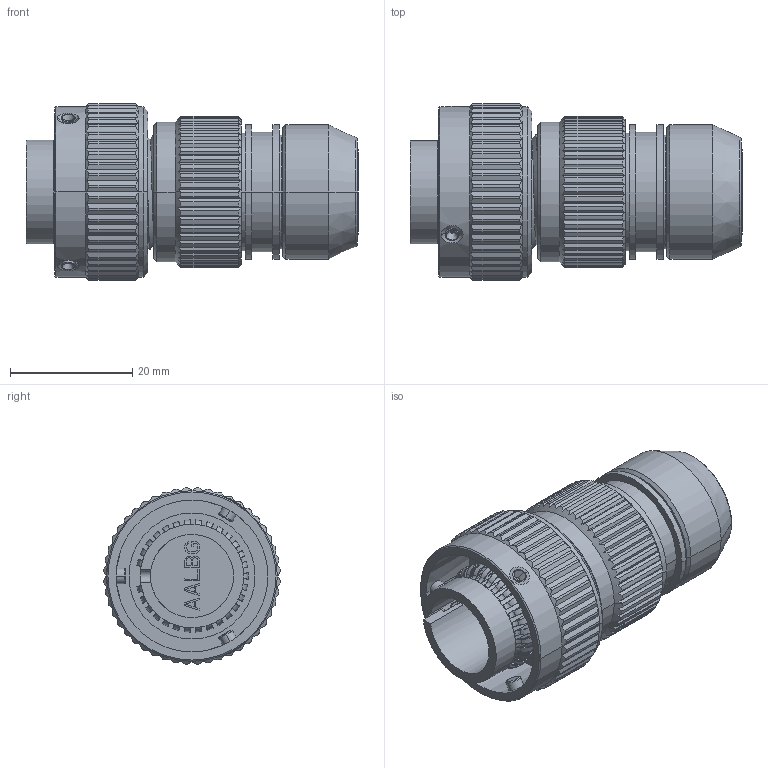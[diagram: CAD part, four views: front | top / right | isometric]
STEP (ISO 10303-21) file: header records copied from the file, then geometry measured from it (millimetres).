
FILE_DESCRIPTION((''),'2;1');
FILE_NAME('VG95234M-14_SW0001','2023-03-28T09:33:51',('paultorloting'),('NET AG system integration'),'CREO PARAMETRIC BY PTC INC, 2021404','CREO PARAMETRIC BY PTC INC, 2021404','');
FILE_SCHEMA(('AUTOMOTIVE_DESIGN { 1 0 10303 214 1 1 1 1 }'));
Products named in the file (1): VG95234M-14_SW0001
Bounding box: 54.29 x 28.84 x 28.84 mm (x, y, z)
Volume: 18486.5 mm3; surface area: 9862.5 mm2
Topology: 1 solids, 2 shells, 1127 faces, 3071 edges, 1921 vertices
Faces by surface type: plane 468, bspline 423, cylinder 160, cone 60, torus 16
Entity records: 55228 total; most frequent: CARTESIAN_POINT 26855, ORIENTED_EDGE 6130, DIRECTION 3645, EDGE_CURVE 3065, VERTEX_POINT 1921, VECTOR 1450, LINE 1450, B_SPLINE_CURVE_WITH_KNOTS 1233
